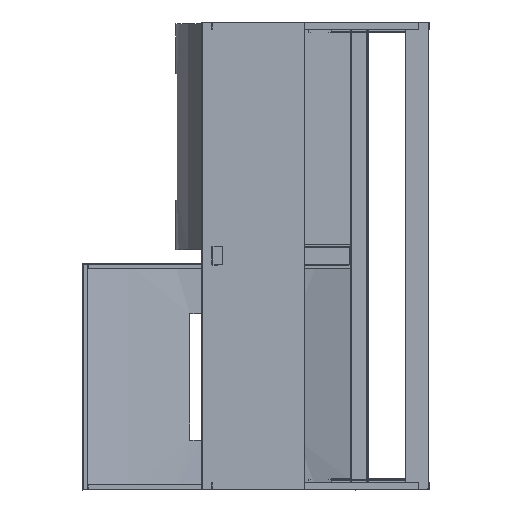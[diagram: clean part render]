
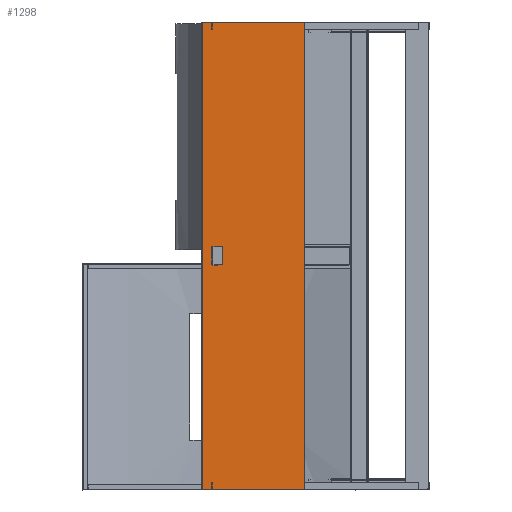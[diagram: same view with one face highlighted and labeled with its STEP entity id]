
A CAD part, front view. The second image highlights one B-rep face of the part: STEP entity #1298.
In plain terms, the highlighted planar face has unit normal (-0.004, -1, 0).
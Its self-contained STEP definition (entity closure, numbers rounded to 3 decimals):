
#1298=ADVANCED_FACE('',(#2956),#2957,.F.);
#2956=FACE_OUTER_BOUND('',#5023,.T.);
#2957=PLANE('',#5024);
#5023=EDGE_LOOP('',(#8980,#8981,#8982,#8983));
#5024=AXIS2_PLACEMENT_3D('',#8984,#8985,#8986);
#8980=ORIENTED_EDGE('',*,*,#13375,.T.);
#8981=ORIENTED_EDGE('',*,*,#13362,.F.);
#8982=ORIENTED_EDGE('',*,*,#13367,.F.);
#8983=ORIENTED_EDGE('',*,*,#13371,.T.);
#8984=CARTESIAN_POINT('',(3237.105,11.,0.));
#8985=DIRECTION('',(0.004,1.,0.));
#8986=DIRECTION('',(0.0,0.,1.0));
#13362=EDGE_CURVE('',#16248,#16249,#16250,.T.);
#13367=EDGE_CURVE('',#16257,#16248,#16258,.T.);
#13371=EDGE_CURVE('',#16257,#16263,#16264,.T.);
#13375=EDGE_CURVE('',#16263,#16249,#16269,.T.);
#16248=VERTEX_POINT('',#20498);
#16249=VERTEX_POINT('',#20499);
#16250=LINE('',#20500,#20501);
#16257=VERTEX_POINT('',#20511);
#16258=LINE('',#20512,#20513);
#16263=VERTEX_POINT('',#20520);
#16264=LINE('',#20521,#20522);
#16269=LINE('',#20529,#20530);
#20498=CARTESIAN_POINT('',(3237.105,11.,-2586.0));
#20499=CARTESIAN_POINT('',(2673.107,13.212,-2586.0));
#20500=CARTESIAN_POINT('',(3237.105,11.,-2586.0));
#20501=VECTOR('',#24792,1.0);
#20511=CARTESIAN_POINT('',(3237.105,11.,0.));
#20512=CARTESIAN_POINT('',(3237.105,11.,0.));
#20513=VECTOR('',#24796,1.0);
#20520=CARTESIAN_POINT('',(2673.107,13.212,0.));
#20521=CARTESIAN_POINT('',(2727.107,13.,0.));
#20522=VECTOR('',#24799,1.);
#20529=CARTESIAN_POINT('',(2673.107,13.212,-1293.0));
#20530=VECTOR('',#24802,1.0);
#24792=DIRECTION('',(-1.,0.004,0.0));
#24796=DIRECTION('',(0.0,0.,-1.0));
#24799=DIRECTION('',(-1.,0.004,0.));
#24802=DIRECTION('',(0.,0.,-1.0));
